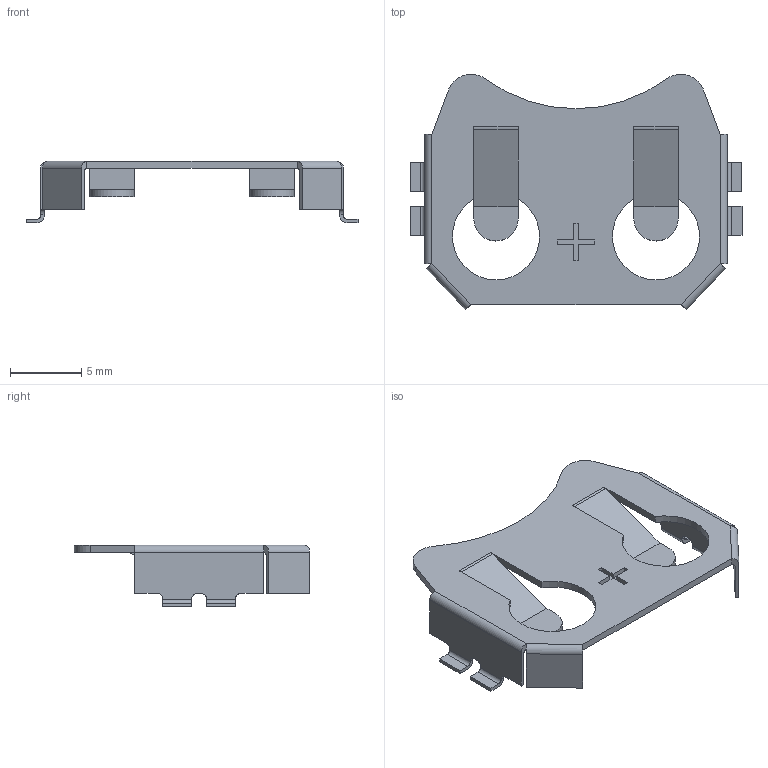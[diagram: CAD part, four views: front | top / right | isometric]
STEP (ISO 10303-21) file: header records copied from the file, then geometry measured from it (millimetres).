
FILE_DESCRIPTION(/* description */ (''),/* implementation_level */ '2;1');
FILE_NAME(/* name */ '1.stp',/* time_stamp */ '2020-05-24T22:57:48+02:00',/* author */ ('k'),/* organization */ (''),/* preprocessor_version */ 'ST-DEVELOPER v15.6',/* originating_system */ 'Autodesk Inventor 2015',/* authorisation */ '');
FILE_SCHEMA (('AUTOMOTIVE_DESIGN { 1 0 10303 214 3 1 1 }'));
Length unit declared in the file: inch
Products named in the file (2): keystone-PN3034TR; 1
Bounding box: 23.24 x 16.48 x 4.32 mm (x, y, z)
Volume: 154 mm3; surface area: 789.3 mm2
Topology: 1 solids, 1 shells, 119 faces, 324 edges, 208 vertices
Faces by surface type: plane 82, cylinder 37
Entity records: 3781 total; most frequent: CARTESIAN_POINT 654, ORIENTED_EDGE 648, DIRECTION 642, EDGE_CURVE 324, LINE 250, VECTOR 250, VERTEX_POINT 208, AXIS2_PLACEMENT_3D 196
